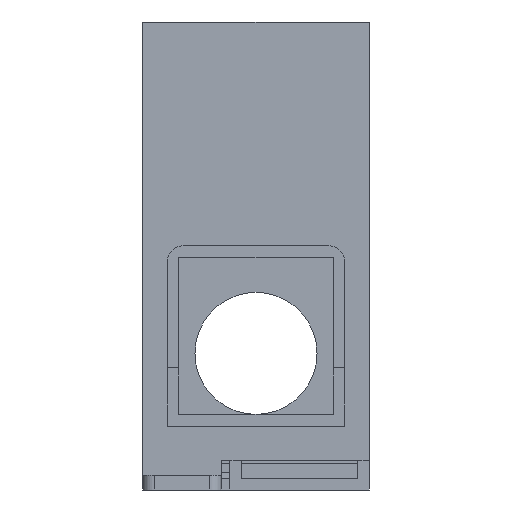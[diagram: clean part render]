
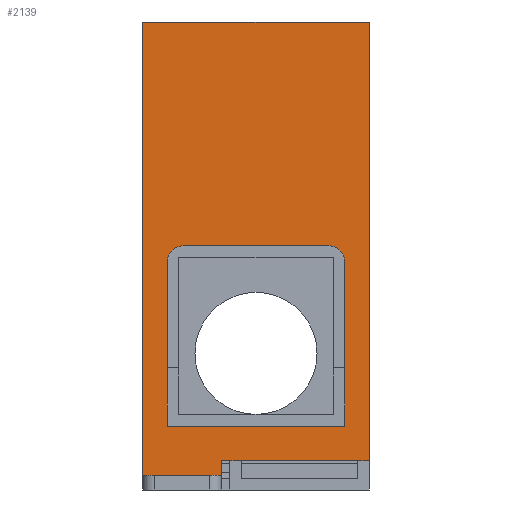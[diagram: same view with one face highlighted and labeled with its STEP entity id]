
A CAD part, front view. The second image highlights one B-rep face of the part: STEP entity #2139.
In plain terms, the highlighted planar face has unit normal (0, -1, 0).
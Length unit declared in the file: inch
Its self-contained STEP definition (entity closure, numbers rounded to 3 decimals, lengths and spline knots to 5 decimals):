
#53 = CARTESIAN_POINT ( 'NONE',  ( -1.53543, -1.42126, 2.55285 ) ) ;
#61 = ORIENTED_EDGE ( 'NONE', *, *, #2032, .T. ) ;
#63 = DIRECTION ( 'NONE',  ( 1., 0., 0. ) ) ;
#78 = VECTOR ( 'NONE', #2759, 39.37008 ) ;
#81 = VECTOR ( 'NONE', #533, 39.37008 ) ;
#85 = VECTOR ( 'NONE', #3057, 39.37008 ) ;
#132 = CARTESIAN_POINT ( 'NONE',  ( -0.27559, -1.42126, 0.92884 ) ) ;
#147 = ORIENTED_EDGE ( 'NONE', *, *, #1275, .T. ) ;
#169 = VERTEX_POINT ( 'NONE', #780 ) ;
#170 = LINE ( 'NONE', #1129, #2009 ) ;
#177 = DIRECTION ( 'NONE',  ( 0., 1., 0. ) ) ;
#194 = CARTESIAN_POINT ( 'NONE',  ( -0.16732, -1.42126, -0.18337 ) ) ;
#216 = DIRECTION ( 'NONE',  ( 1., 0., 0. ) ) ;
#251 = LINE ( 'NONE', #1439, #2006 ) ;
#263 = CARTESIAN_POINT ( 'NONE',  ( 0., -1.42126, 2.55285 ) ) ;
#313 = EDGE_CURVE ( 'NONE', #1540, #2773, #2712, .T. ) ;
#324 = EDGE_CURVE ( 'NONE', #1901, #1498, #2738, .T. ) ;
#331 = VERTEX_POINT ( 'NONE', #2986 ) ;
#340 = ORIENTED_EDGE ( 'NONE', *, *, #1475, .F. ) ;
#368 = FACE_BOUND ( 'NONE', #502, .T. ) ;
#398 = ORIENTED_EDGE ( 'NONE', *, *, #798, .T. ) ;
#428 = ORIENTED_EDGE ( 'NONE', *, *, #1258, .F. ) ;
#447 = CARTESIAN_POINT ( 'NONE',  ( -1.53543, -1.42126, -0.18337 ) ) ;
#452 = CARTESIAN_POINT ( 'NONE',  ( -0.16732, -1.42126, 0.92884 ) ) ;
#460 = CARTESIAN_POINT ( 'NONE',  ( -1.53543, -1.42126, -0.41959 ) ) ;
#502 = EDGE_LOOP ( 'NONE', ( #398, #147, #2378, #1925, #2131, #3032 ) ) ;
#505 = CARTESIAN_POINT ( 'NONE',  ( -1.00394, -1.42126, -0.51801 ) ) ;
#513 = EDGE_CURVE ( 'NONE', #169, #331, #1024, .T. ) ;
#525 = VECTOR ( 'NONE', #2276, 39.37008 ) ;
#533 = DIRECTION ( 'NONE',  ( 0., 0., -1. ) ) ;
#537 = EDGE_CURVE ( 'NONE', #331, #1009, #1725, .T. ) ;
#540 = CARTESIAN_POINT ( 'NONE',  ( -0.86614, -1.42126, -0.41959 ) ) ;
#587 = CARTESIAN_POINT ( 'NONE',  ( -1.53543, -1.42126, 2.55285 ) ) ;
#633 = DIRECTION ( 'NONE',  ( 0., 0., -1. ) ) ;
#665 = VERTEX_POINT ( 'NONE', #922 ) ;
#677 = EDGE_CURVE ( 'NONE', #2430, #169, #251, .T. ) ;
#680 = LINE ( 'NONE', #2803, #2937 ) ;
#700 = VERTEX_POINT ( 'NONE', #1902 ) ;
#711 = VECTOR ( 'NONE', #2760, 39.37008 ) ;
#742 = CARTESIAN_POINT ( 'NONE',  ( -1.00394, -1.42126, 2.55285 ) ) ;
#780 = CARTESIAN_POINT ( 'NONE',  ( -1.53543, -1.42126, 2.55285 ) ) ;
#798 = EDGE_CURVE ( 'NONE', #700, #2114, #2646, .T. ) ;
#869 = LINE ( 'NONE', #2727, #711 ) ;
#877 = CARTESIAN_POINT ( 'NONE',  ( -1.25984, -1.42126, 0.92884 ) ) ;
#922 = CARTESIAN_POINT ( 'NONE',  ( -1.00394, -1.42126, -0.41959 ) ) ;
#973 = VECTOR ( 'NONE', #1868, 39.37008 ) ;
#977 = VERTEX_POINT ( 'NONE', #1149 ) ;
#988 = ORIENTED_EDGE ( 'NONE', *, *, #1040, .T. ) ;
#993 = DIRECTION ( 'NONE',  ( 1., 0., 0. ) ) ;
#994 = VERTEX_POINT ( 'NONE', #2807 ) ;
#1002 = CARTESIAN_POINT ( 'NONE',  ( -0.94488, -1.42126, -0.41959 ) ) ;
#1009 = VERTEX_POINT ( 'NONE', #505 ) ;
#1024 = LINE ( 'NONE', #53, #81 ) ;
#1040 = EDGE_CURVE ( 'NONE', #1945, #2526, #1685, .T. ) ;
#1049 = EDGE_CURVE ( 'NONE', #1498, #1540, #1882, .T. ) ;
#1098 = ORIENTED_EDGE ( 'NONE', *, *, #1175, .T. ) ;
#1129 = CARTESIAN_POINT ( 'NONE',  ( -1.53543, -1.42126, -0.41959 ) ) ;
#1149 = CARTESIAN_POINT ( 'NONE',  ( -0.07874, -1.42126, -0.41959 ) ) ;
#1175 = EDGE_CURVE ( 'NONE', #2526, #977, #1699, .T. ) ;
#1178 = DIRECTION ( 'NONE',  ( -1., 0., 0. ) ) ;
#1210 = AXIS2_PLACEMENT_3D ( 'NONE', #132, #177, #1999 ) ;
#1258 = EDGE_CURVE ( 'NONE', #2430, #994, #869, .T. ) ;
#1275 = EDGE_CURVE ( 'NONE', #2114, #1901, #2048, .T. ) ;
#1301 = ORIENTED_EDGE ( 'NONE', *, *, #537, .T. ) ;
#1309 = DIRECTION ( 'NONE',  ( 0., -1., 0. ) ) ;
#1404 = LINE ( 'NONE', #742, #2602 ) ;
#1439 = CARTESIAN_POINT ( 'NONE',  ( -1.53543, -1.42126, 2.55285 ) ) ;
#1475 = EDGE_CURVE ( 'NONE', #1945, #665, #680, .T. ) ;
#1498 = VERTEX_POINT ( 'NONE', #194 ) ;
#1512 = CIRCLE ( 'NONE', #2939, 0.10827 ) ;
#1533 = DIRECTION ( 'NONE',  ( 0., 0., -1. ) ) ;
#1540 = VERTEX_POINT ( 'NONE', #2678 ) ;
#1621 = ORIENTED_EDGE ( 'NONE', *, *, #513, .T. ) ;
#1685 = LINE ( 'NONE', #460, #85 ) ;
#1699 = LINE ( 'NONE', #2884, #3039 ) ;
#1725 = LINE ( 'NONE', #1951, #2455 ) ;
#1868 = DIRECTION ( 'NONE',  ( -1., 0., 0. ) ) ;
#1874 = EDGE_CURVE ( 'NONE', #2773, #700, #1512, .T. ) ;
#1882 = LINE ( 'NONE', #447, #973 ) ;
#1901 = VERTEX_POINT ( 'NONE', #452 ) ;
#1902 = CARTESIAN_POINT ( 'NONE',  ( -1.25984, -1.42126, 1.0371 ) ) ;
#1925 = ORIENTED_EDGE ( 'NONE', *, *, #1049, .T. ) ;
#1945 = VERTEX_POINT ( 'NONE', #1002 ) ;
#1951 = CARTESIAN_POINT ( 'NONE',  ( -1.53543, -1.42126, -0.51801 ) ) ;
#1999 = DIRECTION ( 'NONE',  ( 0., 0., -1. ) ) ;
#2006 = VECTOR ( 'NONE', #2843, 39.37008 ) ;
#2009 = VECTOR ( 'NONE', #216, 39.37008 ) ;
#2027 = CARTESIAN_POINT ( 'NONE',  ( -1.36811, -1.42126, 2.55285 ) ) ;
#2032 = EDGE_CURVE ( 'NONE', #1009, #665, #1404, .T. ) ;
#2048 = CIRCLE ( 'NONE', #1210, 0.10827 ) ;
#2114 = VERTEX_POINT ( 'NONE', #2216 ) ;
#2131 = ORIENTED_EDGE ( 'NONE', *, *, #313, .T. ) ;
#2139 = ADVANCED_FACE ( 'NONE', ( #368, #2707 ), #2952, .T. ) ;
#2145 = ORIENTED_EDGE ( 'NONE', *, *, #3013, .T. ) ;
#2194 = CARTESIAN_POINT ( 'NONE',  ( -1.53543, -1.42126, 1.0371 ) ) ;
#2204 = VECTOR ( 'NONE', #63, 39.37008 ) ;
#2216 = CARTESIAN_POINT ( 'NONE',  ( -0.27559, -1.42126, 1.0371 ) ) ;
#2244 = CARTESIAN_POINT ( 'NONE',  ( -0.16732, -1.42126, 2.55285 ) ) ;
#2261 = EDGE_LOOP ( 'NONE', ( #1301, #61, #340, #988, #1098, #2145, #428, #3006, #1621 ) ) ;
#2276 = DIRECTION ( 'NONE',  ( 0., 0., 1. ) ) ;
#2378 = ORIENTED_EDGE ( 'NONE', *, *, #324, .T. ) ;
#2430 = VERTEX_POINT ( 'NONE', #263 ) ;
#2441 = DIRECTION ( 'NONE',  ( 1., 0., 0. ) ) ;
#2455 = VECTOR ( 'NONE', #993, 39.37008 ) ;
#2526 = VERTEX_POINT ( 'NONE', #540 ) ;
#2550 = AXIS2_PLACEMENT_3D ( 'NONE', #587, #1309, #1533 ) ;
#2590 = CARTESIAN_POINT ( 'NONE',  ( -1.36811, -1.42126, 0.92884 ) ) ;
#2602 = VECTOR ( 'NONE', #2647, 39.37008 ) ;
#2646 = LINE ( 'NONE', #2194, #2204 ) ;
#2647 = DIRECTION ( 'NONE',  ( 0., 0., 1. ) ) ;
#2678 = CARTESIAN_POINT ( 'NONE',  ( -1.36811, -1.42126, -0.18337 ) ) ;
#2707 = FACE_OUTER_BOUND ( 'NONE', #2261, .T. ) ;
#2712 = LINE ( 'NONE', #2027, #525 ) ;
#2727 = CARTESIAN_POINT ( 'NONE',  ( 0., -1.42126, -0.61644 ) ) ;
#2738 = LINE ( 'NONE', #2244, #78 ) ;
#2759 = DIRECTION ( 'NONE',  ( 0., 0., -1. ) ) ;
#2760 = DIRECTION ( 'NONE',  ( 0., 0., -1. ) ) ;
#2773 = VERTEX_POINT ( 'NONE', #2590 ) ;
#2803 = CARTESIAN_POINT ( 'NONE',  ( 0., -1.42126, -0.41959 ) ) ;
#2807 = CARTESIAN_POINT ( 'NONE',  ( 0., -1.42126, -0.41959 ) ) ;
#2843 = DIRECTION ( 'NONE',  ( -1., 0., 0. ) ) ;
#2884 = CARTESIAN_POINT ( 'NONE',  ( -1.53543, -1.42126, -0.41959 ) ) ;
#2937 = VECTOR ( 'NONE', #1178, 39.37008 ) ;
#2939 = AXIS2_PLACEMENT_3D ( 'NONE', #877, #3047, #633 ) ;
#2952 = PLANE ( 'NONE',  #2550 ) ;
#2986 = CARTESIAN_POINT ( 'NONE',  ( -1.53543, -1.42126, -0.51801 ) ) ;
#3006 = ORIENTED_EDGE ( 'NONE', *, *, #677, .T. ) ;
#3013 = EDGE_CURVE ( 'NONE', #977, #994, #170, .T. ) ;
#3032 = ORIENTED_EDGE ( 'NONE', *, *, #1874, .T. ) ;
#3039 = VECTOR ( 'NONE', #2441, 39.37008 ) ;
#3047 = DIRECTION ( 'NONE',  ( 0., 1., 0. ) ) ;
#3057 = DIRECTION ( 'NONE',  ( 1., 0., 0. ) ) ;
